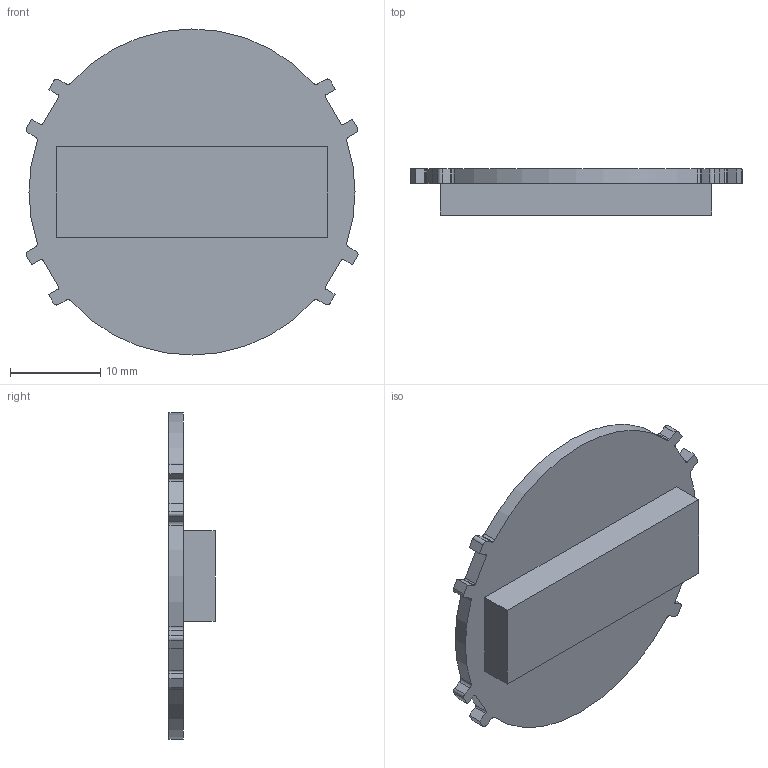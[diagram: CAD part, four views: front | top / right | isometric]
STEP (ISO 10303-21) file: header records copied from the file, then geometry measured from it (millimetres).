
FILE_DESCRIPTION (( 'STEP AP214' ), '1' );
FILE_NAME ('PCB Shape.STEP', '2025-06-18T07:43:25', ( '' ), ( '' ), 'SwSTEP 2.0', 'SolidWorks 2024', '' );
FILE_SCHEMA (( 'AUTOMOTIVE_DESIGN' ));
Length unit declared in the file: millimetre
Products named in the file (1): PCB Shape
Bounding box: 36.72 x 5.1 x 36.07 mm (x, y, z)
Volume: 2715.7 mm3; surface area: 2577.3 mm2
Topology: 1 solids, 1 shells, 70 faces, 201 edges, 134 vertices
Faces by surface type: cylinder 35, plane 35
Entity records: 2338 total; most frequent: DIRECTION 413, CARTESIAN_POINT 406, ORIENTED_EDGE 402, EDGE_CURVE 201, AXIS2_PLACEMENT_3D 141, VERTEX_POINT 134, LINE 131, VECTOR 131
